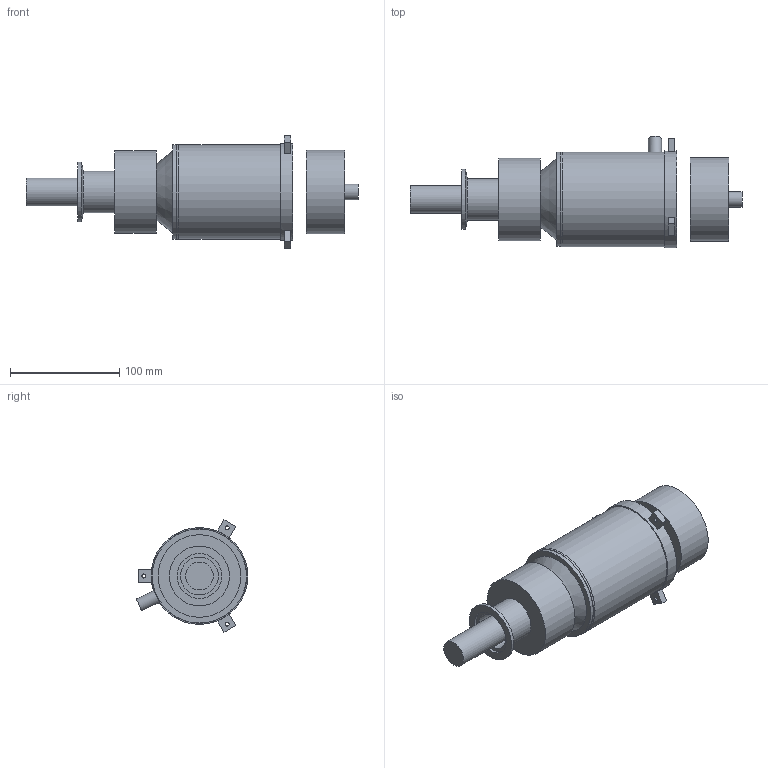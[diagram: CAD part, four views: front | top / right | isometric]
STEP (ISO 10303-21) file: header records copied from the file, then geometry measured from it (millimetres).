
FILE_DESCRIPTION(/* description */ (''),/* implementation_level */ '2;1');
FILE_NAME(/* name */ 'STI Hybrid 98 Cryocooler.stp',/* time_stamp */ '2024-05-09T17:38:40-07:00',/* author */ ('incep'),/* organization */ (''),/* preprocessor_version */ 'ST-DEVELOPER v19',/* originating_system */ 'Autodesk Inventor 2023',/* authorisation */ '');
FILE_SCHEMA (('AUTOMOTIVE_DESIGN { 1 0 10303 214 3 1 1 }'));
Length unit declared in the file: millimetre
Products named in the file (1): STI Hybrid 98 Cryocooler
Bounding box: 303.89 x 102.22 x 103.06 mm (x, y, z)
Volume: 1082435.5 mm3; surface area: 95783.9 mm2
Topology: 2 solids, 2 shells, 48 faces, 89 edges, 59 vertices
Faces by surface type: plane 30, cylinder 16, cone 2
Full cylindrical faces by diameter (mm): 3.7 x3, 12 x1, 14.33 x1, 25.4 x1, 34.63 x1, 38.1 x1, 41.05 x1, 54.9 x1, 75.7 x1, 76.3 x1, 86.14 x1, 86.35 x1, 86.56 x1, 88.63 x1
Entity records: 1288 total; most frequent: CARTESIAN_POINT 231, DIRECTION 224, ORIENTED_EDGE 178, EDGE_CURVE 89, AXIS2_PLACEMENT_3D 88, EDGE_LOOP 68, VERTEX_POINT 59, FACE_OUTER_BOUND 48
